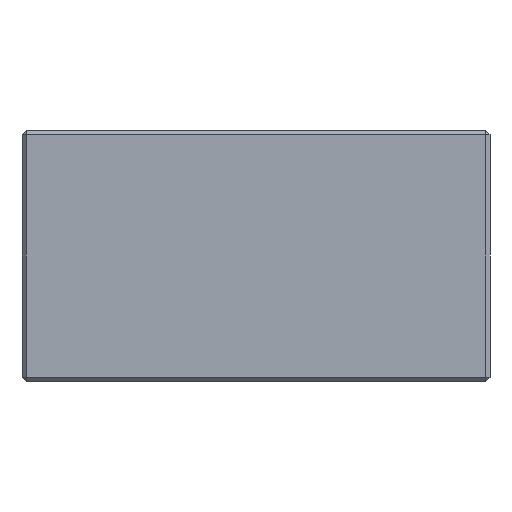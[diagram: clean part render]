
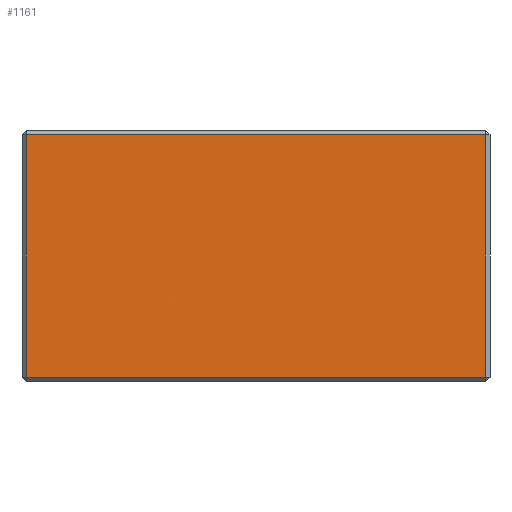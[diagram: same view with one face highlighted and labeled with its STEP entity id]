
A CAD part, left-side view. The second image highlights one B-rep face of the part: STEP entity #1161.
In plain terms, the highlighted planar face has unit normal (-1, 0, 0).
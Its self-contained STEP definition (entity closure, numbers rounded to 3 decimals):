
#186 = PLANE('',#187);
#187 = AXIS2_PLACEMENT_3D('',#188,#189,#190);
#188 = CARTESIAN_POINT('',(-27.75,-28.,29.75));
#189 = DIRECTION('',(-0.707,0.,0.707));
#190 = DIRECTION('',(-0.,-1.,-0.));
#558 = VERTEX_POINT('',#559);
#559 = CARTESIAN_POINT('',(-28.,-27.5,29.5));
#585 = EDGE_CURVE('',#558,#586,#588,.T.);
#586 = VERTEX_POINT('',#587);
#587 = CARTESIAN_POINT('',(-28.,27.5,29.5));
#588 = SURFACE_CURVE('',#589,(#593,#600),.PCURVE_S1.);
#589 = LINE('',#590,#591);
#590 = CARTESIAN_POINT('',(-28.,-28.,29.5));
#591 = VECTOR('',#592,1.);
#592 = DIRECTION('',(0.,1.,0.));
#593 = PCURVE('',#186,#594);
#594 = DEFINITIONAL_REPRESENTATION('',(#595),#599);
#595 = LINE('',#596,#597);
#596 = CARTESIAN_POINT('',(-0.,-0.354));
#597 = VECTOR('',#598,1.);
#598 = DIRECTION('',(-1.,0.));
#599 = ( GEOMETRIC_REPRESENTATION_CONTEXT(2) 
PARAMETRIC_REPRESENTATION_CONTEXT() REPRESENTATION_CONTEXT('2D SPACE',''
  ) );
#600 = PCURVE('',#601,#606);
#601 = PLANE('',#602);
#602 = AXIS2_PLACEMENT_3D('',#603,#604,#605);
#603 = CARTESIAN_POINT('',(-28.,-28.,0.));
#604 = DIRECTION('',(-1.,0.,0.));
#605 = DIRECTION('',(0.,1.,0.));
#606 = DEFINITIONAL_REPRESENTATION('',(#607),#611);
#607 = LINE('',#608,#609);
#608 = CARTESIAN_POINT('',(0.,-29.5));
#609 = VECTOR('',#610,1.);
#610 = DIRECTION('',(1.,0.));
#611 = ( GEOMETRIC_REPRESENTATION_CONTEXT(2) 
PARAMETRIC_REPRESENTATION_CONTEXT() REPRESENTATION_CONTEXT('2D SPACE',''
  ) );
#1012 = PLANE('',#1013);
#1013 = AXIS2_PLACEMENT_3D('',#1014,#1015,#1016);
#1014 = CARTESIAN_POINT('',(-27.75,27.75,0.));
#1015 = DIRECTION('',(-0.707,0.707,0.));
#1016 = DIRECTION('',(-0.,-0.,-1.));
#1150 = PLANE('',#1151);
#1151 = AXIS2_PLACEMENT_3D('',#1152,#1153,#1154);
#1152 = CARTESIAN_POINT('',(-27.75,-27.75,0.));
#1153 = DIRECTION('',(-0.707,-0.707,0.));
#1154 = DIRECTION('',(0.,0.,1.));
#1161 = ADVANCED_FACE('',(#1162),#601,.T.);
#1162 = FACE_BOUND('',#1163,.T.);
#1163 = EDGE_LOOP('',(#1164,#1187,#1215,#1236));
#1164 = ORIENTED_EDGE('',*,*,#1165,.F.);
#1165 = EDGE_CURVE('',#1166,#586,#1168,.T.);
#1166 = VERTEX_POINT('',#1167);
#1167 = CARTESIAN_POINT('',(-28.,27.5,0.5));
#1168 = SURFACE_CURVE('',#1169,(#1173,#1180),.PCURVE_S1.);
#1169 = LINE('',#1170,#1171);
#1170 = CARTESIAN_POINT('',(-28.,27.5,0.));
#1171 = VECTOR('',#1172,1.);
#1172 = DIRECTION('',(0.,0.,1.));
#1173 = PCURVE('',#601,#1174);
#1174 = DEFINITIONAL_REPRESENTATION('',(#1175),#1179);
#1175 = LINE('',#1176,#1177);
#1176 = CARTESIAN_POINT('',(55.5,0.));
#1177 = VECTOR('',#1178,1.);
#1178 = DIRECTION('',(0.,-1.));
#1179 = ( GEOMETRIC_REPRESENTATION_CONTEXT(2) 
PARAMETRIC_REPRESENTATION_CONTEXT() REPRESENTATION_CONTEXT('2D SPACE',''
  ) );
#1180 = PCURVE('',#1012,#1181);
#1181 = DEFINITIONAL_REPRESENTATION('',(#1182),#1186);
#1182 = LINE('',#1183,#1184);
#1183 = CARTESIAN_POINT('',(-0.,0.354));
#1184 = VECTOR('',#1185,1.);
#1185 = DIRECTION('',(-1.,0.));
#1186 = ( GEOMETRIC_REPRESENTATION_CONTEXT(2) 
PARAMETRIC_REPRESENTATION_CONTEXT() REPRESENTATION_CONTEXT('2D SPACE',''
  ) );
#1187 = ORIENTED_EDGE('',*,*,#1188,.F.);
#1188 = EDGE_CURVE('',#1189,#1166,#1191,.T.);
#1189 = VERTEX_POINT('',#1190);
#1190 = CARTESIAN_POINT('',(-28.,-27.5,0.5));
#1191 = SURFACE_CURVE('',#1192,(#1196,#1203),.PCURVE_S1.);
#1192 = LINE('',#1193,#1194);
#1193 = CARTESIAN_POINT('',(-28.,-28.,0.5));
#1194 = VECTOR('',#1195,1.);
#1195 = DIRECTION('',(0.,1.,0.));
#1196 = PCURVE('',#601,#1197);
#1197 = DEFINITIONAL_REPRESENTATION('',(#1198),#1202);
#1198 = LINE('',#1199,#1200);
#1199 = CARTESIAN_POINT('',(0.,-0.5));
#1200 = VECTOR('',#1201,1.);
#1201 = DIRECTION('',(1.,0.));
#1202 = ( GEOMETRIC_REPRESENTATION_CONTEXT(2) 
PARAMETRIC_REPRESENTATION_CONTEXT() REPRESENTATION_CONTEXT('2D SPACE',''
  ) );
#1203 = PCURVE('',#1204,#1209);
#1204 = PLANE('',#1205);
#1205 = AXIS2_PLACEMENT_3D('',#1206,#1207,#1208);
#1206 = CARTESIAN_POINT('',(-27.75,-28.,0.25));
#1207 = DIRECTION('',(0.707,0.,0.707));
#1208 = DIRECTION('',(-0.,-1.,-0.));
#1209 = DEFINITIONAL_REPRESENTATION('',(#1210),#1214);
#1210 = LINE('',#1211,#1212);
#1211 = CARTESIAN_POINT('',(-0.,-0.354));
#1212 = VECTOR('',#1213,1.);
#1213 = DIRECTION('',(-1.,0.));
#1214 = ( GEOMETRIC_REPRESENTATION_CONTEXT(2) 
PARAMETRIC_REPRESENTATION_CONTEXT() REPRESENTATION_CONTEXT('2D SPACE',''
  ) );
#1215 = ORIENTED_EDGE('',*,*,#1216,.T.);
#1216 = EDGE_CURVE('',#1189,#558,#1217,.T.);
#1217 = SURFACE_CURVE('',#1218,(#1222,#1229),.PCURVE_S1.);
#1218 = LINE('',#1219,#1220);
#1219 = CARTESIAN_POINT('',(-28.,-27.5,0.));
#1220 = VECTOR('',#1221,1.);
#1221 = DIRECTION('',(0.,0.,1.));
#1222 = PCURVE('',#601,#1223);
#1223 = DEFINITIONAL_REPRESENTATION('',(#1224),#1228);
#1224 = LINE('',#1225,#1226);
#1225 = CARTESIAN_POINT('',(0.5,0.));
#1226 = VECTOR('',#1227,1.);
#1227 = DIRECTION('',(0.,-1.));
#1228 = ( GEOMETRIC_REPRESENTATION_CONTEXT(2) 
PARAMETRIC_REPRESENTATION_CONTEXT() REPRESENTATION_CONTEXT('2D SPACE',''
  ) );
#1229 = PCURVE('',#1150,#1230);
#1230 = DEFINITIONAL_REPRESENTATION('',(#1231),#1235);
#1231 = LINE('',#1232,#1233);
#1232 = CARTESIAN_POINT('',(0.,0.354));
#1233 = VECTOR('',#1234,1.);
#1234 = DIRECTION('',(1.,0.));
#1235 = ( GEOMETRIC_REPRESENTATION_CONTEXT(2) 
PARAMETRIC_REPRESENTATION_CONTEXT() REPRESENTATION_CONTEXT('2D SPACE',''
  ) );
#1236 = ORIENTED_EDGE('',*,*,#585,.T.);
